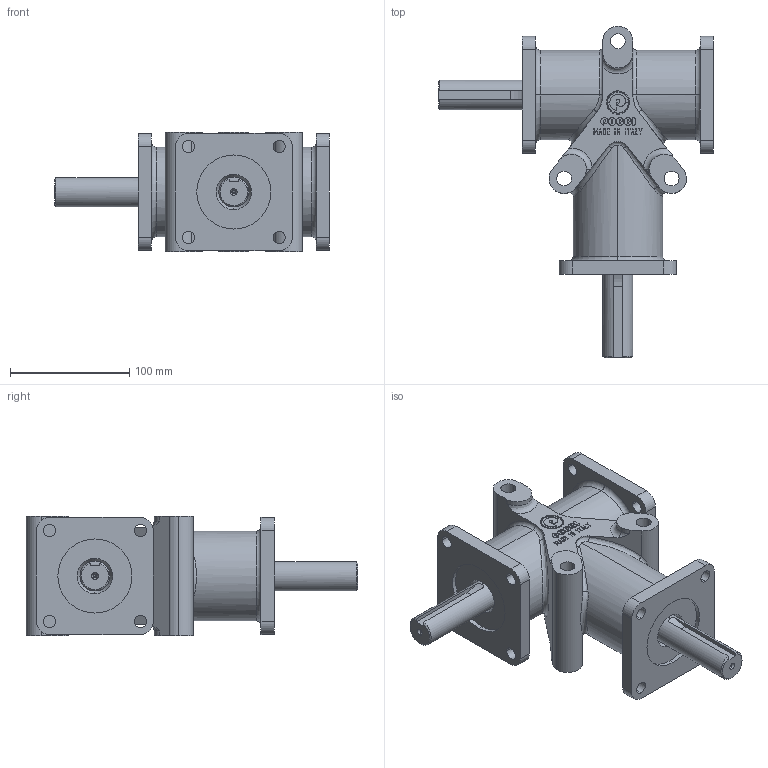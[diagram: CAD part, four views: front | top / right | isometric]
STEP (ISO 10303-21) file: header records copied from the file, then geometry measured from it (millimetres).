
FILE_DESCRIPTION(('STEP AP214'),'1');
FILE_NAME('185032111.stp','2017-01-12T13:03:52',('TraceParts'),('TraceParts S.A.'),'Spatial InterOp 3D',' ',' ');
FILE_SCHEMA(('automotive_design'));
Length unit declared in the file: millimetre
Products named in the file (1): 1
Bounding box: 230 x 277.5 x 100 mm (x, y, z)
Volume: 1648755.3 mm3; surface area: 161217.2 mm2
Topology: 1 solids, 1 shells, 778 faces, 2152 edges, 1432 vertices
Faces by surface type: plane 369, extrusion 250, cylinder 109, torus 20, cone 16, bspline 14
Entity records: 45814 total; most frequent: CARTESIAN_POINT 20841, ORIENTED_EDGE 4296, DIRECTION 2998, EDGE_CURVE 2148, VERTEX_POINT 1432, VECTOR 1360, LINE 1110, B_SPLINE_CURVE_WITH_KNOTS 984
